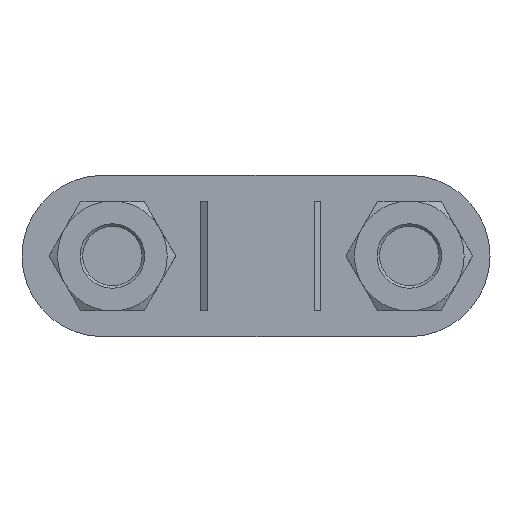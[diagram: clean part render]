
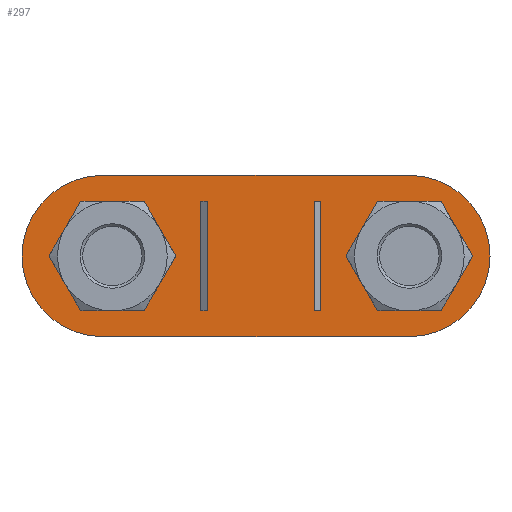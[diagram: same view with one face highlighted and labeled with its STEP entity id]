
A CAD part, front view. The second image highlights one B-rep face of the part: STEP entity #297.
In plain terms, the highlighted planar face has unit normal (0, -1, 0).
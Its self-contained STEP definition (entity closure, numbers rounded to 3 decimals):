
#297 = ADVANCED_FACE( '', ( #451, #452, #453, #454, #455 ), #456, .F. );
#451 = FACE_BOUND( '', #1533, .T. );
#452 = FACE_OUTER_BOUND( '', #1534, .T. );
#453 = FACE_BOUND( '', #1535, .T. );
#454 = FACE_BOUND( '', #1536, .T. );
#455 = FACE_BOUND( '', #1537, .T. );
#456 = PLANE( '', #1538 );
#1533 = EDGE_LOOP( '', ( #1912, #1913, #1914, #1915 ) );
#1534 = EDGE_LOOP( '', ( #1916, #1917, #1918, #1919, #1920, #1921 ) );
#1535 = EDGE_LOOP( '', ( #1922 ) );
#1536 = EDGE_LOOP( '', ( #1923, #1924, #1925, #1926 ) );
#1537 = EDGE_LOOP( '', ( #1927, #1928, #1929, #1930 ) );
#1538 = AXIS2_PLACEMENT_3D( '', #1931, #1932, #1933 );
#1912 = ORIENTED_EDGE( '', *, *, #2593, .F. );
#1913 = ORIENTED_EDGE( '', *, *, #2594, .T. );
#1914 = ORIENTED_EDGE( '', *, *, #2595, .T. );
#1915 = ORIENTED_EDGE( '', *, *, #2596, .F. );
#1916 = ORIENTED_EDGE( '', *, *, #2597, .F. );
#1917 = ORIENTED_EDGE( '', *, *, #2598, .F. );
#1918 = ORIENTED_EDGE( '', *, *, #2599, .F. );
#1919 = ORIENTED_EDGE( '', *, *, #2600, .F. );
#1920 = ORIENTED_EDGE( '', *, *, #2601, .F. );
#1921 = ORIENTED_EDGE( '', *, *, #2602, .F. );
#1922 = ORIENTED_EDGE( '', *, *, #2603, .T. );
#1923 = ORIENTED_EDGE( '', *, *, #2604, .F. );
#1924 = ORIENTED_EDGE( '', *, *, #2605, .F. );
#1925 = ORIENTED_EDGE( '', *, *, #2606, .F. );
#1926 = ORIENTED_EDGE( '', *, *, #2607, .F. );
#1927 = ORIENTED_EDGE( '', *, *, #2608, .T. );
#1928 = ORIENTED_EDGE( '', *, *, #2609, .T. );
#1929 = ORIENTED_EDGE( '', *, *, #2610, .F. );
#1930 = ORIENTED_EDGE( '', *, *, #2611, .F. );
#1931 = CARTESIAN_POINT( '', ( -24.5, 32.5, 0. ) );
#1932 = DIRECTION( '', ( 0., 1., 0. ) );
#1933 = DIRECTION( '', ( 0., 0., 1. ) );
#2593 = EDGE_CURVE( '', #2863, #2864, #2865, .T. );
#2594 = EDGE_CURVE( '', #2863, #2866, #2867, .T. );
#2595 = EDGE_CURVE( '', #2866, #2868, #2869, .T. );
#2596 = EDGE_CURVE( '', #2864, #2868, #2870, .T. );
#2597 = EDGE_CURVE( '', #2871, #2872, #2873, .T. );
#2598 = EDGE_CURVE( '', #2874, #2871, #2875, .T. );
#2599 = EDGE_CURVE( '', #2876, #2874, #2877, .T. );
#2600 = EDGE_CURVE( '', #2878, #2876, #2879, .T. );
#2601 = EDGE_CURVE( '', #2880, #2878, #2881, .T. );
#2602 = EDGE_CURVE( '', #2872, #2880, #2882, .T. );
#2603 = EDGE_CURVE( '', #2883, #2883, #2884, .T. );
#2604 = EDGE_CURVE( '', #2885, #2886, #2887, .T. );
#2605 = EDGE_CURVE( '', #2888, #2885, #2889, .T. );
#2606 = EDGE_CURVE( '', #2890, #2888, #2891, .T. );
#2607 = EDGE_CURVE( '', #2886, #2890, #2892, .T. );
#2608 = EDGE_CURVE( '', #2893, #2894, #2895, .T. );
#2609 = EDGE_CURVE( '', #2894, #2896, #2897, .T. );
#2610 = EDGE_CURVE( '', #2898, #2896, #2899, .T. );
#2611 = EDGE_CURVE( '', #2893, #2898, #2900, .T. );
#2863 = VERTEX_POINT( '', #3451 );
#2864 = VERTEX_POINT( '', #3452 );
#2865 = LINE( '', #3453, #3454 );
#2866 = VERTEX_POINT( '', #3455 );
#2867 = LINE( '', #3456, #3457 );
#2868 = VERTEX_POINT( '', #3458 );
#2869 = LINE( '', #3459, #3460 );
#2870 = LINE( '', #3461, #3462 );
#2871 = VERTEX_POINT( '', #3463 );
#2872 = VERTEX_POINT( '', #3464 );
#2873 = CIRCLE( '', #3465, 12.5 );
#2874 = VERTEX_POINT( '', #3466 );
#2875 = CIRCLE( '', #3467, 12.5 );
#2876 = VERTEX_POINT( '', #3468 );
#2877 = LINE( '', #3469, #3470 );
#2878 = VERTEX_POINT( '', #3471 );
#2879 = CIRCLE( '', #3472, 12.5 );
#2880 = VERTEX_POINT( '', #3473 );
#2881 = CIRCLE( '', #3474, 12.5 );
#2882 = LINE( '', #3475, #3476 );
#2883 = VERTEX_POINT( '', #3477 );
#2884 = CIRCLE( '', #3478, 5.4 );
#2885 = VERTEX_POINT( '', #3479 );
#2886 = VERTEX_POINT( '', #3480 );
#2887 = CIRCLE( '', #3481, 5. );
#2888 = VERTEX_POINT( '', #3482 );
#2889 = LINE( '', #3483, #3484 );
#2890 = VERTEX_POINT( '', #3485 );
#2891 = CIRCLE( '', #3486, 5. );
#2892 = LINE( '', #3487, #3488 );
#2893 = VERTEX_POINT( '', #3489 );
#2894 = VERTEX_POINT( '', #3490 );
#2895 = LINE( '', #3491, #3492 );
#2896 = VERTEX_POINT( '', #3493 );
#2897 = LINE( '', #3494, #3495 );
#2898 = VERTEX_POINT( '', #3496 );
#2899 = LINE( '', #3497, #3498 );
#2900 = LINE( '', #3499, #3500 );
#3451 = CARTESIAN_POINT( '', ( -9.3, 32.5, -8.5 ) );
#3452 = CARTESIAN_POINT( '', ( -8.3, 32.5, -8.5 ) );
#3453 = CARTESIAN_POINT( '', ( -9.3, 32.5, -8.5 ) );
#3454 = VECTOR( '', #4081, 1000. );
#3455 = CARTESIAN_POINT( '', ( -9.3, 32.5, 8.5 ) );
#3456 = CARTESIAN_POINT( '', ( -9.3, 32.5, -8.5 ) );
#3457 = VECTOR( '', #4082, 1000. );
#3458 = CARTESIAN_POINT( '', ( -8.3, 32.5, 8.5 ) );
#3459 = CARTESIAN_POINT( '', ( -9.3, 32.5, 8.5 ) );
#3460 = VECTOR( '', #4083, 1000. );
#3461 = CARTESIAN_POINT( '', ( -8.3, 32.5, -8.5 ) );
#3462 = VECTOR( '', #4084, 1000. );
#3463 = CARTESIAN_POINT( '', ( -37., 32.5, 0. ) );
#3464 = CARTESIAN_POINT( '', ( -24.5, 32.5, 12.5 ) );
#3465 = AXIS2_PLACEMENT_3D( '', #4085, #4086, #4087 );
#3466 = CARTESIAN_POINT( '', ( -24.5, 32.5, -12.5 ) );
#3467 = AXIS2_PLACEMENT_3D( '', #4088, #4089, #4090 );
#3468 = CARTESIAN_POINT( '', ( 23., 32.5, -12.5 ) );
#3469 = CARTESIAN_POINT( '', ( 23., 32.5, -12.5 ) );
#3470 = VECTOR( '', #4091, 1000. );
#3471 = CARTESIAN_POINT( '', ( 35.5, 32.5, 0. ) );
#3472 = AXIS2_PLACEMENT_3D( '', #4092, #4093, #4094 );
#3473 = CARTESIAN_POINT( '', ( 23., 32.5, 12.5 ) );
#3474 = AXIS2_PLACEMENT_3D( '', #4095, #4096, #4097 );
#3475 = CARTESIAN_POINT( '', ( -24.5, 32.5, 12.5 ) );
#3476 = VECTOR( '', #4098, 1000. );
#3477 = CARTESIAN_POINT( '', ( 28.4, 32.5, 0. ) );
#3478 = AXIS2_PLACEMENT_3D( '', #4099, #4100, #4101 );
#3479 = CARTESIAN_POINT( '', ( -24.5, 32.5, 5. ) );
#3480 = CARTESIAN_POINT( '', ( -24.5, 32.5, -5. ) );
#3481 = AXIS2_PLACEMENT_3D( '', #4102, #4103, #4104 );
#3482 = CARTESIAN_POINT( '', ( -22.5, 32.5, 5. ) );
#3483 = CARTESIAN_POINT( '', ( -22.5, 32.5, 5. ) );
#3484 = VECTOR( '', #4105, 1000. );
#3485 = CARTESIAN_POINT( '', ( -22.5, 32.5, -5. ) );
#3486 = AXIS2_PLACEMENT_3D( '', #4106, #4107, #4108 );
#3487 = CARTESIAN_POINT( '', ( -24.5, 32.5, -5. ) );
#3488 = VECTOR( '', #4109, 1000. );
#3489 = CARTESIAN_POINT( '', ( 9.3, 32.5, -8.5 ) );
#3490 = CARTESIAN_POINT( '', ( 8.3, 32.5, -8.5 ) );
#3491 = CARTESIAN_POINT( '', ( 9.3, 32.5, -8.5 ) );
#3492 = VECTOR( '', #4110, 1000. );
#3493 = CARTESIAN_POINT( '', ( 8.3, 32.5, 8.5 ) );
#3494 = CARTESIAN_POINT( '', ( 8.3, 32.5, -8.5 ) );
#3495 = VECTOR( '', #4111, 1000. );
#3496 = CARTESIAN_POINT( '', ( 9.3, 32.5, 8.5 ) );
#3497 = CARTESIAN_POINT( '', ( 9.3, 32.5, 8.5 ) );
#3498 = VECTOR( '', #4112, 1000. );
#3499 = CARTESIAN_POINT( '', ( 9.3, 32.5, -8.5 ) );
#3500 = VECTOR( '', #4113, 1000. );
#4081 = DIRECTION( '', ( 1., 0., 0. ) );
#4082 = DIRECTION( '', ( 0., 0., 1. ) );
#4083 = DIRECTION( '', ( 1., 0., 0. ) );
#4084 = DIRECTION( '', ( 0., 0., 1. ) );
#4085 = CARTESIAN_POINT( '', ( -24.5, 32.5, 0. ) );
#4086 = DIRECTION( '', ( 0., 1., 0. ) );
#4087 = DIRECTION( '', ( -1., 0., 0. ) );
#4088 = CARTESIAN_POINT( '', ( -24.5, 32.5, 0. ) );
#4089 = DIRECTION( '', ( 0., 1., 0. ) );
#4090 = DIRECTION( '', ( 0., 0., -1. ) );
#4091 = DIRECTION( '', ( -1., 0., 0. ) );
#4092 = CARTESIAN_POINT( '', ( 23., 32.5, 0. ) );
#4093 = DIRECTION( '', ( 0., 1., 0. ) );
#4094 = DIRECTION( '', ( 1., 0., 0. ) );
#4095 = CARTESIAN_POINT( '', ( 23., 32.5, 0. ) );
#4096 = DIRECTION( '', ( 0., 1., 0. ) );
#4097 = DIRECTION( '', ( 0., 0., 1. ) );
#4098 = DIRECTION( '', ( 1., 0., 0. ) );
#4099 = CARTESIAN_POINT( '', ( 23., 32.5, 0. ) );
#4100 = DIRECTION( '', ( 0., 1., 0. ) );
#4101 = DIRECTION( '', ( 1., 0., 0. ) );
#4102 = CARTESIAN_POINT( '', ( -24.5, 32.5, 0. ) );
#4103 = DIRECTION( '', ( 0., -1., 0. ) );
#4104 = DIRECTION( '', ( 0., 0., 1. ) );
#4105 = DIRECTION( '', ( -1., 0., 0. ) );
#4106 = CARTESIAN_POINT( '', ( -22.5, 32.5, 0. ) );
#4107 = DIRECTION( '', ( 0., -1., 0. ) );
#4108 = DIRECTION( '', ( 0., 0., -1. ) );
#4109 = DIRECTION( '', ( 1., 0., 0. ) );
#4110 = DIRECTION( '', ( -1., 0., 0. ) );
#4111 = DIRECTION( '', ( 0., 0., 1. ) );
#4112 = DIRECTION( '', ( -1., 0., 0. ) );
#4113 = DIRECTION( '', ( 0., 0., 1. ) );
